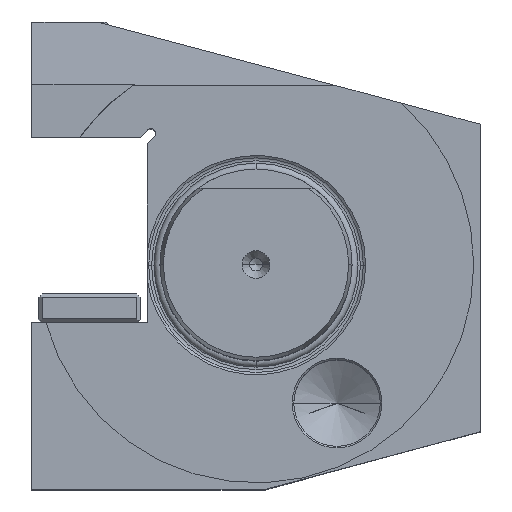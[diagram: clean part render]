
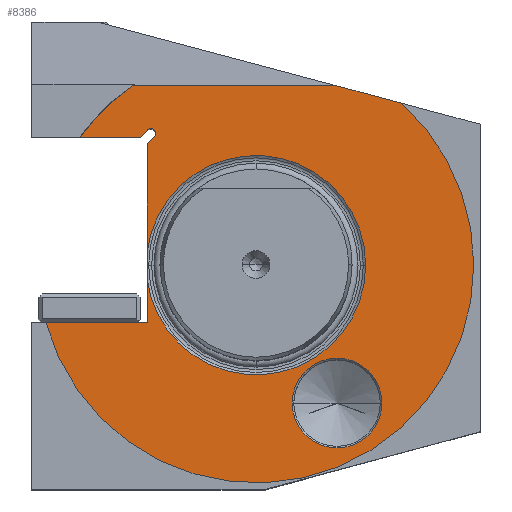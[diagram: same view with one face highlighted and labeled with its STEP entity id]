
A CAD part, top view. The second image highlights one B-rep face of the part: STEP entity #8386.
In plain terms, the highlighted planar face has unit normal (0, 0, 1).
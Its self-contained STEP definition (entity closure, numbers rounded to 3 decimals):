
#1478=DIRECTION('',(-0.966,0.259,0));
#1479=VECTOR('',#1478,10.475);
#1480=CARTESIAN_POINT('',(22.726,25.289,-55));
#1481=LINE('',#1480,#1479);
#1482=CARTESIAN_POINT('',(0,0,-55));
#1483=DIRECTION('',(0,0,1));
#1484=DIRECTION('',(1,0,0));
#1485=AXIS2_PLACEMENT_3D('',#1482,#1483,#1484);
#1487=CARTESIAN_POINT('',(0,0,-55));
#1488=DIRECTION('',(0,0,1));
#1489=DIRECTION('',(-0.964,-0.265,0));
#1490=AXIS2_PLACEMENT_3D('',#1487,#1488,#1489);
#1492=DIRECTION('',(-1,0,0));
#1493=VECTOR('',#1492,15.787);
#1494=CARTESIAN_POINT('',(-17,-9,-55));
#1495=LINE('',#1494,#1493);
#1496=DIRECTION('',(0,-1,0));
#1497=VECTOR('',#1496,6.966);
#1498=CARTESIAN_POINT('',(-17,-2.034,-55));
#1499=LINE('',#1498,#1497);
#1500=CARTESIAN_POINT('',(0,0,-55));
#1501=DIRECTION('',(0,0,-1));
#1502=DIRECTION('',(1,0,0));
#1503=AXIS2_PLACEMENT_3D('',#1500,#1501,#1502);
#1505=CARTESIAN_POINT('',(0,0,-55));
#1506=DIRECTION('',(0,0,-1));
#1507=DIRECTION('',(-0.993,0.119,0));
#1508=AXIS2_PLACEMENT_3D('',#1505,#1506,#1507);
#1510=DIRECTION('',(0,-1,0));
#1511=VECTOR('',#1510,16.905);
#1512=CARTESIAN_POINT('',(-17,18.939,-55));
#1513=LINE('',#1512,#1511);
#1514=DIRECTION('',(-0.707,-0.707,0));
#1515=VECTOR('',#1514,1.55);
#1516=CARTESIAN_POINT('',(-15.904,20.035,-55));
#1517=LINE('',#1516,#1515);
#1518=CARTESIAN_POINT('',(-16.434,20.566,-55));
#1519=DIRECTION('',(0,0,-1));
#1520=DIRECTION('',(1,0,0));
#1521=AXIS2_PLACEMENT_3D('',#1518,#1519,#1520);
#1523=CARTESIAN_POINT('',(-16.434,20.566,-55));
#1524=DIRECTION('',(0,0,-1));
#1525=DIRECTION('',(-0.707,0.707,0));
#1526=AXIS2_PLACEMENT_3D('',#1523,#1524,#1525);
#1528=DIRECTION('',(0.707,0.707,0));
#1529=VECTOR('',#1528,1.55);
#1530=CARTESIAN_POINT('',(-18.061,20,-55));
#1531=LINE('',#1530,#1529);
#1532=DIRECTION('',(1,0,0));
#1533=VECTOR('',#1532,9.435);
#1534=CARTESIAN_POINT('',(-27.495,20,-55));
#1535=LINE('',#1534,#1533);
#1536=CARTESIAN_POINT('',(0,0,-55));
#1537=DIRECTION('',(0,0,1));
#1538=DIRECTION('',(-0.567,0.824,0));
#1539=AXIS2_PLACEMENT_3D('',#1536,#1537,#1538);
#1541=CARTESIAN_POINT('',(12.652,-21.539,-55));
#1542=DIRECTION('',(0,0,-1));
#1543=DIRECTION('',(-1,0,0));
#1544=AXIS2_PLACEMENT_3D('',#1541,#1542,#1543);
#1546=CARTESIAN_POINT('',(12.652,-21.539,-55));
#1547=DIRECTION('',(0,0,-1));
#1548=DIRECTION('',(1,0,0));
#1549=AXIS2_PLACEMENT_3D('',#1546,#1547,#1548);
#3896=DIRECTION('',(1,0,0));
#3897=VECTOR('',#3896,31.895);
#3898=CARTESIAN_POINT('',(-19.287,28,-55));
#3899=LINE('',#3898,#3897);
#3903=CARTESIAN_POINT('',(-19.287,28,-55));
#5775=CARTESIAN_POINT('',(5.652,-21.539,-55));
#5777=VERTEX_POINT('',#5775);
#5779=CARTESIAN_POINT('',(19.652,-21.539,-55));
#5780=VERTEX_POINT('',#5779);
#5875=CARTESIAN_POINT('',(-18.061,20,-55));
#5876=CARTESIAN_POINT('',(-16.965,21.096,-55));
#5877=VERTEX_POINT('',#5875);
#5878=VERTEX_POINT('',#5876);
#5891=CARTESIAN_POINT('',(34,0.,-55));
#5892=CARTESIAN_POINT('',(22.726,25.289,-55));
#5893=VERTEX_POINT('',#5891);
#5894=VERTEX_POINT('',#5892);
#5925=VERTEX_POINT('',#3903);
#5938=CARTESIAN_POINT('',(-17,2.034,-55));
#5939=CARTESIAN_POINT('',(17.121,0.,-55));
#5940=VERTEX_POINT('',#5938);
#5941=VERTEX_POINT('',#5939);
#5950=CARTESIAN_POINT('',(-15.904,20.035,-55));
#5951=CARTESIAN_POINT('',(-17,18.939,-55));
#5952=VERTEX_POINT('',#5950);
#5953=VERTEX_POINT('',#5951);
#5956=CARTESIAN_POINT('',(-15.684,20.566,-55));
#5957=VERTEX_POINT('',#5956);
#5964=CARTESIAN_POINT('',(-17,-2.034,-55));
#5965=CARTESIAN_POINT('',(-17,-9,-55));
#5966=VERTEX_POINT('',#5964);
#5967=VERTEX_POINT('',#5965);
#5978=CARTESIAN_POINT('',(-27.495,20,-55));
#5979=VERTEX_POINT('',#5978);
#5986=CARTESIAN_POINT('',(12.608,28,-55));
#5987=VERTEX_POINT('',#5986);
#5993=CARTESIAN_POINT('',(-32.787,-9,-55));
#5994=VERTEX_POINT('',#5993);
#8349=CARTESIAN_POINT('',(0,17.121,-55));
#8350=DIRECTION('',(0,0,-1));
#8351=DIRECTION('',(-1,0,0));
#8352=AXIS2_PLACEMENT_3D('',#8349,#8350,#8351);
#8353=PLANE('',#8352);
#8354=ORIENTED_EDGE('',*,*,#7229,.F.);
#8356=ORIENTED_EDGE('',*,*,#8355,.F.);
#8358=ORIENTED_EDGE('',*,*,#8357,.F.);
#8359=ORIENTED_EDGE('',*,*,#7109,.F.);
#8360=ORIENTED_EDGE('',*,*,#7147,.F.);
#8362=ORIENTED_EDGE('',*,*,#8361,.F.);
#8364=ORIENTED_EDGE('',*,*,#8363,.F.);
#8365=ORIENTED_EDGE('',*,*,#7141,.F.);
#8367=ORIENTED_EDGE('',*,*,#8366,.F.);
#8369=ORIENTED_EDGE('',*,*,#8368,.F.);
#8371=ORIENTED_EDGE('',*,*,#8370,.F.);
#8373=ORIENTED_EDGE('',*,*,#8372,.F.);
#8375=ORIENTED_EDGE('',*,*,#8374,.F.);
#8377=ORIENTED_EDGE('',*,*,#8376,.F.);
#8379=ORIENTED_EDGE('',*,*,#8378,.T.);
#8380=EDGE_LOOP('',(#8354,#8356,#8358,#8359,#8360,#8362,#8364,#8365,#8367,#8369,
#8371,#8373,#8375,#8377,#8379));
#8381=FACE_OUTER_BOUND('',#8380,.F.);
#8382=ORIENTED_EDGE('',*,*,#8342,.F.);
#8383=ORIENTED_EDGE('',*,*,#8329,.F.);
#8384=EDGE_LOOP('',(#8382,#8383));
#8385=FACE_BOUND('',#8384,.F.);
#8386=ADVANCED_FACE('',(#8381,#8385),#8353,.F.);
#1486=CIRCLE('',#1485,34);
#1491=CIRCLE('',#1490,34);
#1504=CIRCLE('',#1503,17.121);
#1509=CIRCLE('',#1508,17.121);
#1522=CIRCLE('',#1521,0.75);
#1527=CIRCLE('',#1526,0.75);
#1540=CIRCLE('',#1539,34);
#1545=CIRCLE('',#1544,7);
#1550=CIRCLE('',#1549,7);
#7109=EDGE_CURVE('',#5967,#5994,#1495,.T.);
#7141=EDGE_CURVE('',#5953,#5940,#1513,.T.);
#7147=EDGE_CURVE('',#5966,#5967,#1499,.T.);
#7229=EDGE_CURVE('',#5894,#5987,#1481,.T.);
#8329=EDGE_CURVE('',#5780,#5777,#1550,.T.);
#8342=EDGE_CURVE('',#5777,#5780,#1545,.T.);
#8355=EDGE_CURVE('',#5893,#5894,#1486,.T.);
#8357=EDGE_CURVE('',#5994,#5893,#1491,.T.);
#8361=EDGE_CURVE('',#5941,#5966,#1504,.T.);
#8363=EDGE_CURVE('',#5940,#5941,#1509,.T.);
#8366=EDGE_CURVE('',#5952,#5953,#1517,.T.);
#8368=EDGE_CURVE('',#5957,#5952,#1522,.T.);
#8370=EDGE_CURVE('',#5878,#5957,#1527,.T.);
#8372=EDGE_CURVE('',#5877,#5878,#1531,.T.);
#8374=EDGE_CURVE('',#5979,#5877,#1535,.T.);
#8376=EDGE_CURVE('',#5925,#5979,#1540,.T.);
#8378=EDGE_CURVE('',#5925,#5987,#3899,.T.);
